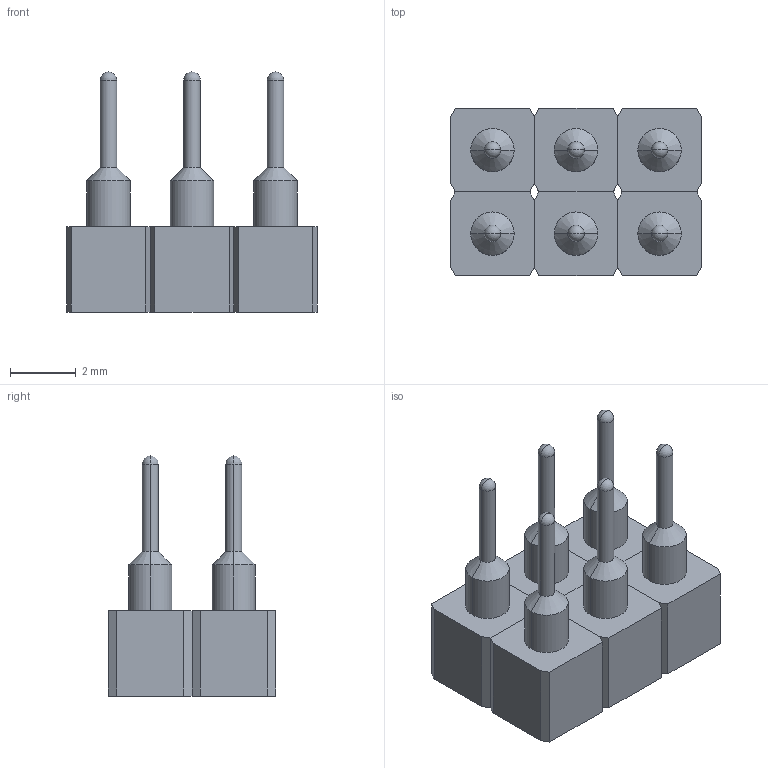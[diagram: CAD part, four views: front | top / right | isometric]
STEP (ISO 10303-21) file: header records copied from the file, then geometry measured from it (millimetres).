
FILE_DESCRIPTION (( 'STEP AP214' ), '1' );
FILE_NAME ('3x2 female.stp', '2023-01-15T23:55:32', ( '' ), ( '' ), 'SwSTEP 2.0', 'SolidWorks 2022', '' );
FILE_SCHEMA (( 'AUTOMOTIVE_DESIGN' ));
Length unit declared in the file: millimetre
Products named in the file (1): 3x2 female
Bounding box: 7.62 x 5.08 x 7.3 mm (x, y, z)
Volume: 113.1 mm3; surface area: 302.7 mm2
Topology: 6 solids, 6 shells, 144 faces, 330 edges, 198 vertices
Faces by surface type: plane 66, cylinder 36, cone 30, sphere 12
Entity records: 5526 total; most frequent: DIRECTION 704, CARTESIAN_POINT 649, ORIENTED_EDGE 624, EDGE_CURVE 312, AXIS2_PLACEMENT_3D 247, VECTOR 210, LINE 210, VERTEX_POINT 192
